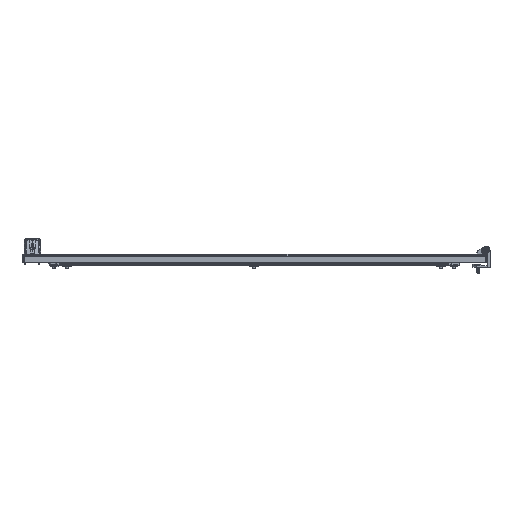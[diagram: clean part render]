
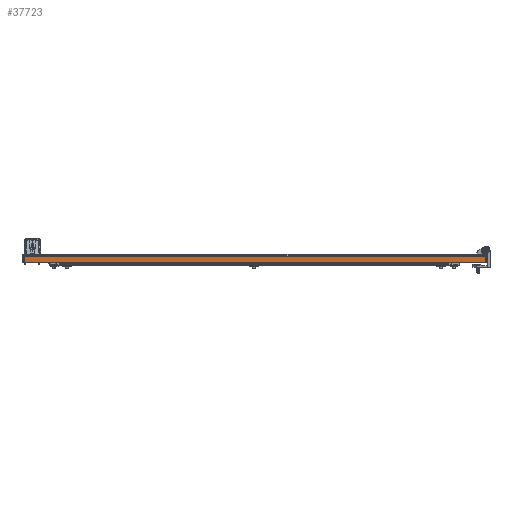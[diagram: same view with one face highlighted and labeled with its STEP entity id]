
A CAD part, front view. The second image highlights one B-rep face of the part: STEP entity #37723.
In plain terms, the highlighted planar face has unit normal (0, -1, 0).
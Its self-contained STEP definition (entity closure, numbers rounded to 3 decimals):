
#5810 = AXIS2_PLACEMENT_3D ( 'NONE', #25460, #45138, #72991 ) ;
#7817 = VECTOR ( 'NONE', #61700, 1000. ) ;
#8278 = VERTEX_POINT ( 'NONE', #76891 ) ;
#11003 = EDGE_CURVE ( 'NONE', #78377, #8278, #71201, .T. ) ;
#11490 = VECTOR ( 'NONE', #23257, 1000. ) ;
#12564 = EDGE_CURVE ( 'NONE', #20722, #85694, #55746, .T. ) ;
#20722 = VERTEX_POINT ( 'NONE', #23400 ) ;
#21003 = CARTESIAN_POINT ( 'NONE',  ( 0., -895., -4. ) ) ;
#23257 = DIRECTION ( 'NONE',  ( -1., 0., 0. ) ) ;
#23400 = CARTESIAN_POINT ( 'NONE',  ( -443., -895., -4. ) ) ;
#25460 = CARTESIAN_POINT ( 'NONE',  ( 0., -895., 0. ) ) ;
#30700 = CARTESIAN_POINT ( 'NONE',  ( 443., -895., 0. ) ) ;
#37723 = ADVANCED_FACE ( 'NONE', ( #60207 ), #88103, .F. ) ;
#39018 = ORIENTED_EDGE ( 'NONE', *, *, #11003, .F. ) ;
#39604 = ORIENTED_EDGE ( 'NONE', *, *, #12564, .F. ) ;
#39762 = LINE ( 'NONE', #75401, #7817 ) ;
#42135 = EDGE_CURVE ( 'NONE', #78377, #85694, #86956, .T. ) ;
#43620 = EDGE_LOOP ( 'NONE', ( #77006, #39604, #80352, #39018 ) ) ;
#44411 = DIRECTION ( 'NONE',  ( 0., 0., 1. ) ) ;
#45138 = DIRECTION ( 'NONE',  ( 0., 1., 0. ) ) ;
#45967 = CARTESIAN_POINT ( 'NONE',  ( 443., -895., -4. ) ) ;
#51563 = CARTESIAN_POINT ( 'NONE',  ( 445., -895., -15.8 ) ) ;
#55746 = LINE ( 'NONE', #21003, #62821 ) ;
#60207 = FACE_OUTER_BOUND ( 'NONE', #43620, .T. ) ;
#61700 = DIRECTION ( 'NONE',  ( 0., 0., 1. ) ) ;
#62821 = VECTOR ( 'NONE', #63922, 1000. ) ;
#63922 = DIRECTION ( 'NONE',  ( 1., 0., 0. ) ) ;
#71201 = LINE ( 'NONE', #51563, #11490 ) ;
#72991 = DIRECTION ( 'NONE',  ( 0., 0., 1. ) ) ;
#75401 = CARTESIAN_POINT ( 'NONE',  ( -443., -895., 0. ) ) ;
#76891 = CARTESIAN_POINT ( 'NONE',  ( -443., -895., -15.8 ) ) ;
#77006 = ORIENTED_EDGE ( 'NONE', *, *, #42135, .T. ) ;
#78377 = VERTEX_POINT ( 'NONE', #89264 ) ;
#79930 = EDGE_CURVE ( 'NONE', #8278, #20722, #39762, .T. ) ;
#80352 = ORIENTED_EDGE ( 'NONE', *, *, #79930, .F. ) ;
#85694 = VERTEX_POINT ( 'NONE', #45967 ) ;
#86956 = LINE ( 'NONE', #30700, #87170 ) ;
#87170 = VECTOR ( 'NONE', #44411, 1000. ) ;
#88103 = PLANE ( 'NONE',  #5810 ) ;
#89264 = CARTESIAN_POINT ( 'NONE',  ( 443., -895., -15.8 ) ) ;
